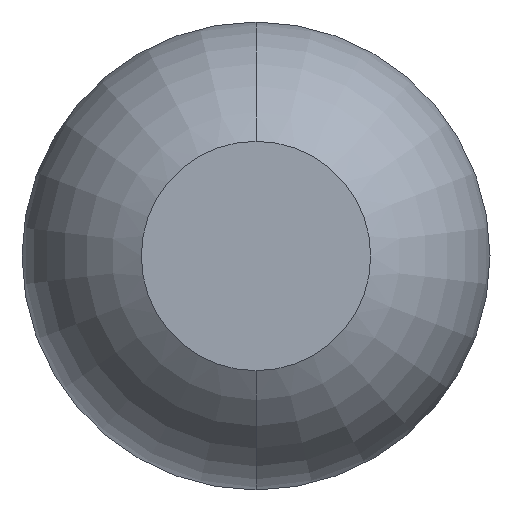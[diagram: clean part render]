
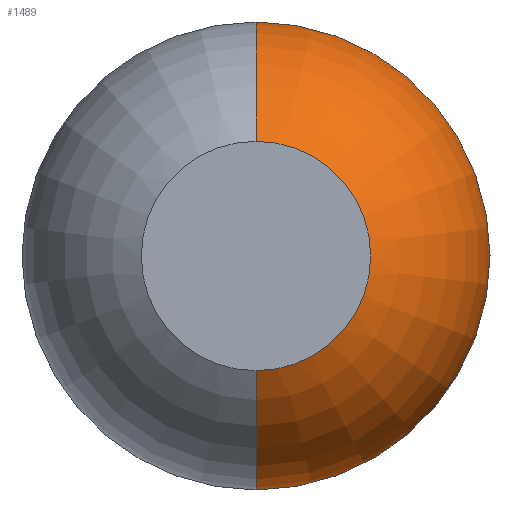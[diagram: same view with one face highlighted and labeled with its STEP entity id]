
A CAD part, front view. The second image highlights one B-rep face of the part: STEP entity #1489.
In plain terms, the highlighted toroidal (fillet/blend) face has major radius 0.01 mm and minor radius 0.5 mm.
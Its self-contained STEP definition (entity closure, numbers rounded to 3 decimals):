
#27 = CARTESIAN_POINT ( 'NONE',  ( 0., -29.961, 0. ) ) ;
#118 = CARTESIAN_POINT ( 'NONE',  ( 0., -30.4, -0.25 ) ) ;
#233 = ORIENTED_EDGE ( 'NONE', *, *, #1005, .T. ) ;
#339 = ORIENTED_EDGE ( 'NONE', *, *, #2771, .F. ) ;
#443 = AXIS2_PLACEMENT_3D ( 'NONE', #497, #2570, #1967 ) ;
#497 = CARTESIAN_POINT ( 'NONE',  ( 0., -29.961, -0.01 ) ) ;
#697 = FACE_OUTER_BOUND ( 'NONE', #1445, .T. ) ;
#966 = DIRECTION ( 'NONE',  ( -1., 0., 0. ) ) ;
#1005 = EDGE_CURVE ( 'NONE', #2834, #2502, #2652, .T. ) ;
#1284 = DIRECTION ( 'NONE',  ( 0., -1., 0. ) ) ;
#1324 = EDGE_CURVE ( 'Defeature ausgef�hrt1_6+Defeature ausgef�hrt1_5+Defeature ausgef�hrt1_5+Defeature ausgef�hrt1_5', #3457, #2502, #1638, .T. ) ;
#1427 = DIRECTION ( 'NONE',  ( 0., 1., 0. ) ) ;
#1445 = EDGE_LOOP ( 'NONE', ( #339, #233, #2321, #3077 ) ) ;
#1489 = ADVANCED_FACE ( 'Defeature ausgef�hrt1_5', ( #697 ), #3750, .T. ) ;
#1500 = CIRCLE ( 'NONE', #1550, 0.25 ) ;
#1550 = AXIS2_PLACEMENT_3D ( 'NONE', #3343, #1284, #3644 ) ;
#1575 = DIRECTION ( 'NONE',  ( 0., 0., 1. ) ) ;
#1638 = CIRCLE ( 'NONE', #2828, 0.51 ) ;
#1774 = CARTESIAN_POINT ( 'NONE',  ( 0., -30.4, 0.25 ) ) ;
#1959 = AXIS2_PLACEMENT_3D ( 'NONE', #27, #3604, #2116 ) ;
#1967 = DIRECTION ( 'NONE',  ( 0., 0., -1. ) ) ;
#1993 = CIRCLE ( 'NONE', #2188, 0.5 ) ;
#2116 = DIRECTION ( 'NONE',  ( 0., 0., 1. ) ) ;
#2188 = AXIS2_PLACEMENT_3D ( 'NONE', #2764, #966, #1575 ) ;
#2321 = ORIENTED_EDGE ( 'NONE', *, *, #1324, .F. ) ;
#2398 = CARTESIAN_POINT ( 'NONE',  ( 0., -29.961, 0.51 ) ) ;
#2502 = VERTEX_POINT ( 'NONE', #3397 ) ;
#2570 = DIRECTION ( 'NONE',  ( 1., 0., 0. ) ) ;
#2652 = CIRCLE ( 'NONE', #443, 0.5 ) ;
#2741 = EDGE_CURVE ( 'NONE', #3327, #3457, #1993, .T. ) ;
#2764 = CARTESIAN_POINT ( 'NONE',  ( 0., -29.961, 0.01 ) ) ;
#2771 = EDGE_CURVE ( 'Defeature ausgef�hrt1_10+Defeature ausgef�hrt1_5+Defeature ausgef�hrt1_5+Defeature ausgef�hrt1_5', #2834, #3327, #1500, .T. ) ;
#2828 = AXIS2_PLACEMENT_3D ( 'NONE', #3180, #1427, #3155 ) ;
#2834 = VERTEX_POINT ( 'NONE', #118 ) ;
#3077 = ORIENTED_EDGE ( 'NONE', *, *, #2741, .F. ) ;
#3155 = DIRECTION ( 'NONE',  ( 0., 0., 1. ) ) ;
#3180 = CARTESIAN_POINT ( 'NONE',  ( 0., -29.961, 0. ) ) ;
#3327 = VERTEX_POINT ( 'NONE', #1774 ) ;
#3343 = CARTESIAN_POINT ( 'NONE',  ( 0., -30.4, 0. ) ) ;
#3397 = CARTESIAN_POINT ( 'NONE',  ( 0., -29.961, -0.51 ) ) ;
#3457 = VERTEX_POINT ( 'NONE', #2398 ) ;
#3604 = DIRECTION ( 'NONE',  ( 0., 1., 0. ) ) ;
#3644 = DIRECTION ( 'NONE',  ( 0., 0., -1. ) ) ;
#3750 = TOROIDAL_SURFACE ( 'NONE', #1959, 0.01, 0.5 ) ;
